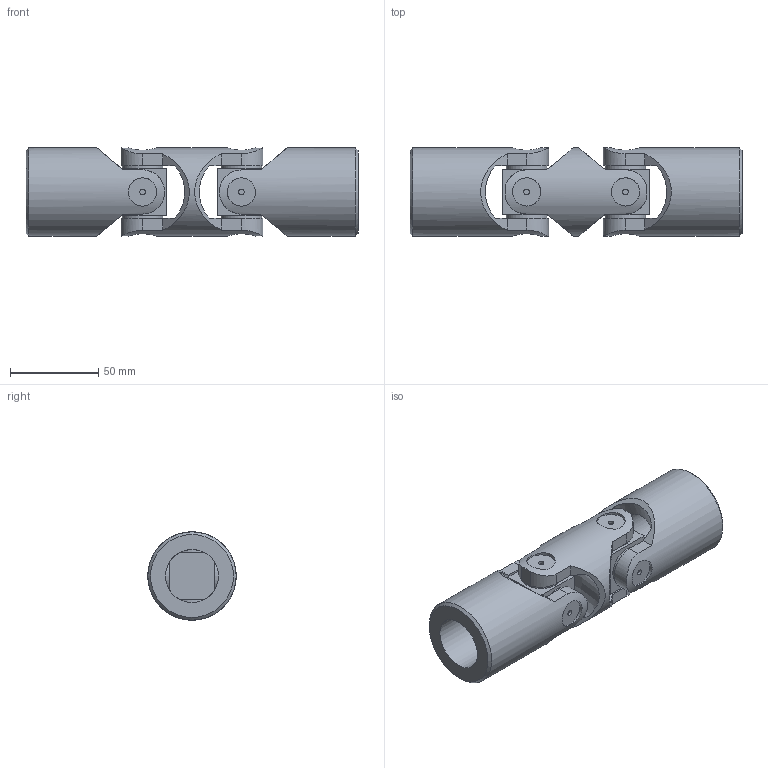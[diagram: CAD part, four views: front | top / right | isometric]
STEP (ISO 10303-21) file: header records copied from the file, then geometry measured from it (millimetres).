
FILE_DESCRIPTION( ( 'STEP AP214' ), '1' );
FILE_NAME( 'SGBD_30000_2_14b.stp', ' ', ( ' ' ), ( ' ' ), 'PSStep 15.0.47', 'PARTsolutions', ' ' );
FILE_SCHEMA( ( 'AUTOMOTIVE_DESIGN { 1 0 10303 214 1 1 1 1 }' ) );
Length unit declared in the file: millimetre
Products named in the file (4): SGBD 30000; HI_6GBD-1100; HI_6GBD-2; HI_6GBD-3
Assembly tree (5 placements, depth 2):
  SGBD 30000
    HI_6GBD-1100  x2
    HI_6GBD-2  x2
    HI_6GBD-3
Bounding box: 188 x 50 x 50 mm (x, y, z)
Volume: 230124 mm3; surface area: 59097.2 mm2
Topology: 5 solids, 5 shells, 123 faces, 283 edges, 192 vertices
Faces by surface type: plane 74, cylinder 41, torus 6, cone 2
Full cylindrical faces by diameter (mm): 3.2 x8, 16 x8, 23 x8, 30 x2, 50 x3
Entity records: 4063 total; most frequent: CARTESIAN_POINT 1498, DIRECTION 380, ORIENTED_EDGE 330, EDGE_CURVE 165, AXIS2_PLACEMENT_3D 148, EDGE_LOOP 122, VERTEX_POINT 121, FACE_OUTER_BOUND 104
